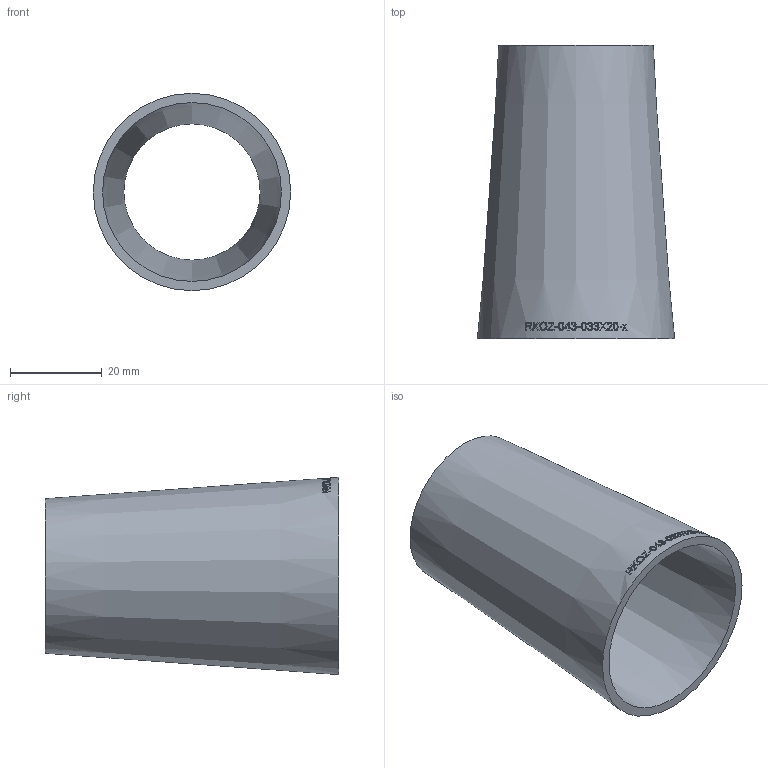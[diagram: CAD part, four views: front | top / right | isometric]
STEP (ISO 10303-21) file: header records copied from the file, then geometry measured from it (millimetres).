
FILE_DESCRIPTION (( 'STEP AP214' ), '1' );
FILE_NAME ('RKOZ-043-033X20-x Reduzierung aus Blech ISO-sonstige 2007.STEP', '2020-07-20T14:30:23', ( '' ), ( '' ), 'SwSTEP 2.0', 'SolidWorks 2019', '' );
FILE_SCHEMA (( 'AUTOMOTIVE_DESIGN' ));
Length unit declared in the file: millimetre
Products named in the file (1): RKOZ-043-033X20-x Reduzierung aus Blech ISO-sonstige 2007
Bounding box: 43 x 64 x 43 mm (x, y, z)
Volume: 14655.6 mm3; surface area: 15116.5 mm2
Topology: 1 solids, 1 shells, 229 faces, 612 edges, 408 vertices
Faces by surface type: bspline 202, cone 25, plane 2
Entity records: 21759 total; most frequent: CARTESIAN_POINT 15398, ORIENTED_EDGE 1220, EDGE_CURVE 610, B_SPLINE_CURVE_WITH_KNOTS 606, VERTEX_POINT 408, EDGE_LOOP 256, FACE_OUTER_BOUND 229, ADVANCED_FACE 229
